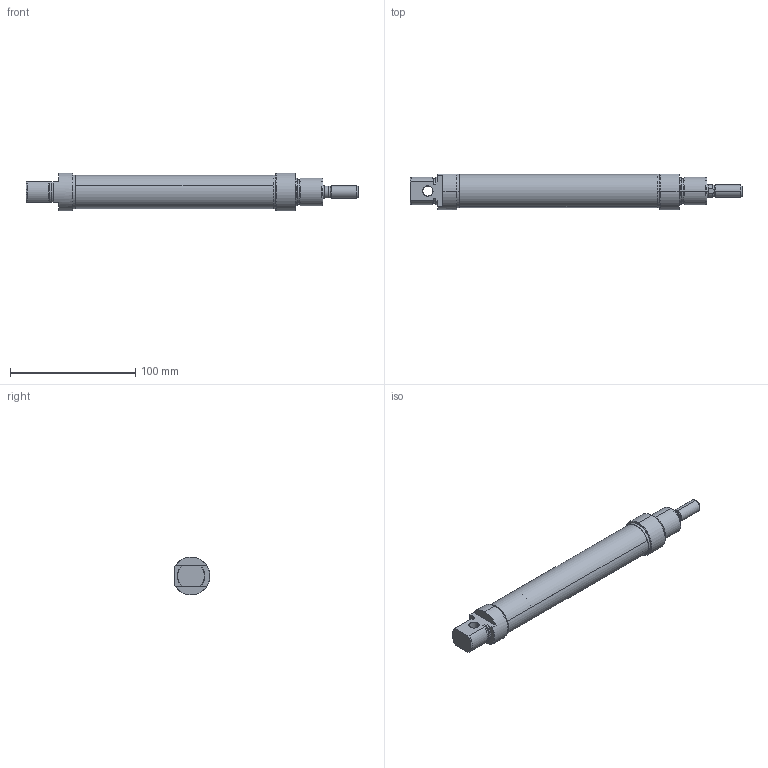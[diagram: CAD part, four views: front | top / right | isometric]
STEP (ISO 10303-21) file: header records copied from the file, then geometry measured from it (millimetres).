
FILE_DESCRIPTION (( 'STEP AP214' ), '1' );
FILE_NAME ('PM 25-125 CYLINDER.STEP', '2010-08-05T07:07:40', ( '' ), ( '' ), 'SwSTEP 2.0', 'SolidWorks 2010', '' );
FILE_SCHEMA (( 'AUTOMOTIVE_DESIGN' ));
Length unit declared in the file: millimetre
Products named in the file (5): 25  Boru; PM  25-125  CYLINDER; 25   烰   KAPAK; 25   ARKA KAPAK; 25 Miller
Assembly tree (4 placements, depth 2):
  PM  25-125  CYLINDER
    25   烰   KAPAK
    25   ARKA KAPAK
    25  Boru
    25 Miller
Bounding box: 265 x 28.5 x 30 mm (x, y, z)
Volume: 73208.5 mm3; surface area: 46722.5 mm2
Topology: 4 solids, 4 shells, 120 faces, 278 edges, 174 vertices
Faces by surface type: cylinder 46, cone 40, plane 34
Entity records: 3885 total; most frequent: CARTESIAN_POINT 788, DIRECTION 632, ORIENTED_EDGE 556, EDGE_CURVE 278, AXIS2_PLACEMENT_3D 261, VERTEX_POINT 174, EDGE_LOOP 136, CIRCLE 134
